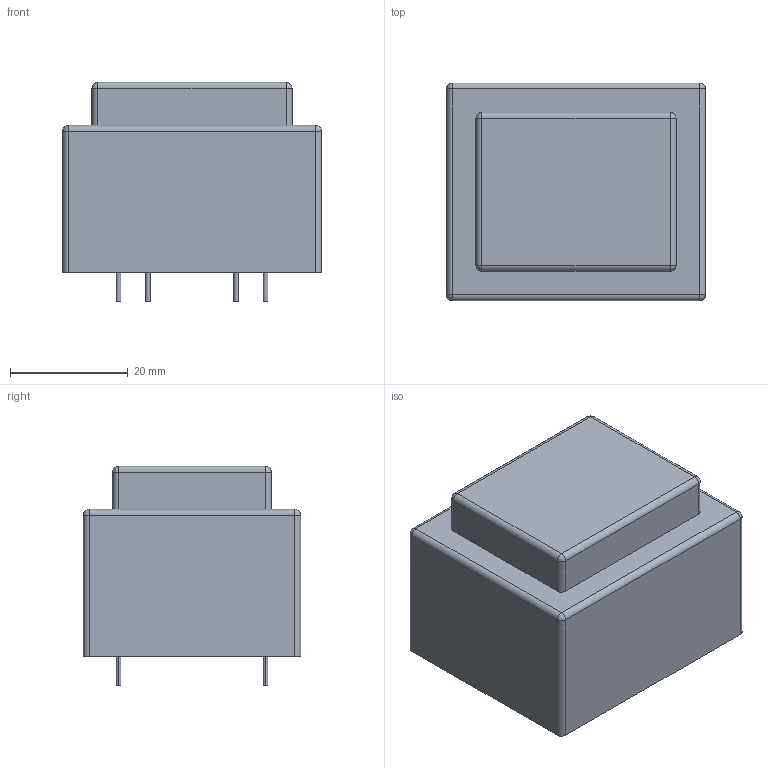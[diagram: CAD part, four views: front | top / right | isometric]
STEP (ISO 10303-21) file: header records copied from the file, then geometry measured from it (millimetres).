
FILE_DESCRIPTION (( 'STEP AP214' ), '1' );
FILE_NAME ('User Library-DS44234.STEP', '2023-08-10T14:16:24', ( '' ), ( '' ), 'SwSTEP 2.0', 'SolidWorks 2022', '' );
FILE_SCHEMA (( 'AUTOMOTIVE_DESIGN' ));
Length unit declared in the file: millimetre
Products named in the file (4): Pad001; Fillet; User Library-DS44234; Fillet001
Assembly tree (3 placements, depth 2):
  User Library-DS44234
    Pad001
    Fillet001
    Fillet
Bounding box: 44 x 37 x 37.3 mm (x, y, z)
Volume: 47329.1 mm3; surface area: 9933.8 mm2
Topology: 8 solids, 8 shells, 60 faces, 116 edges, 64 vertices
Faces by surface type: cylinder 28, plane 24, bspline 8
Entity records: 2403 total; most frequent: CARTESIAN_POINT 358, DIRECTION 280, ORIENTED_EDGE 216, AXIS2_PLACEMENT_3D 114, EDGE_CURVE 108, UNCERTAINTY_MEASURE_WITH_UNIT 75, COLOUR_RGB 71, FILL_AREA_STYLE 71
